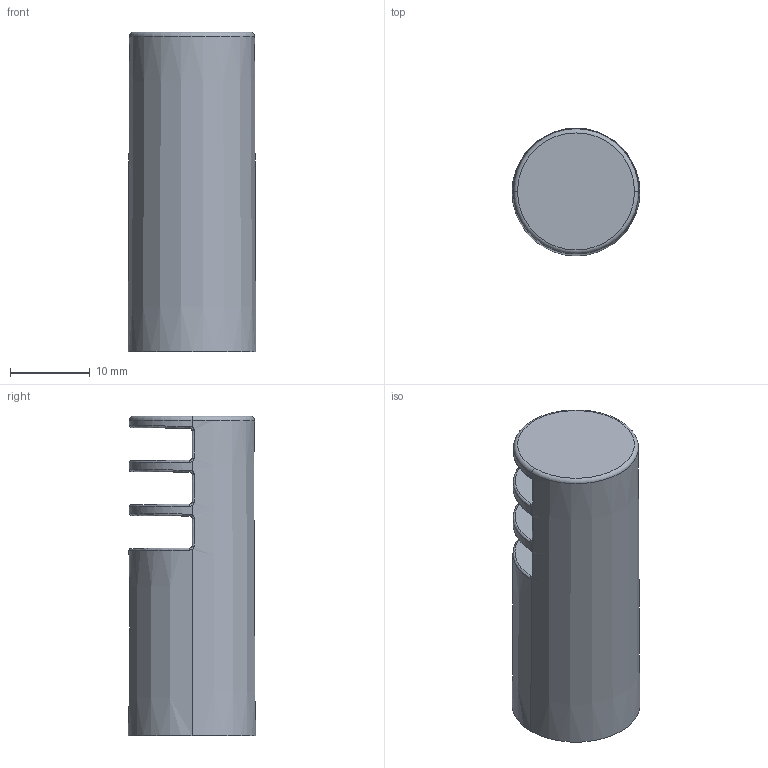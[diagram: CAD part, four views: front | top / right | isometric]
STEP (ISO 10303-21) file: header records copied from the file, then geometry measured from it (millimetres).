
FILE_DESCRIPTION(('Creo Elements/Direct Modeling STEP Export'),'2;1');
FILE_NAME('2107-40.stp','2021-05-26T14:48:55',(''),(''),'Creo Elements/Direct Modeling STEP processor for AP214 (Solid Model)','Creo Elements/Direct Modeling 20.0 12-Nov-2016 (C) Parametric Technology GmbH','');
FILE_SCHEMA(('AUTOMOTIVE_DESIGN { 1 0 10303 214 1 1 1 1 }'));
Length unit declared in the file: millimetre
Products named in the file (1): Haken
Bounding box: 16 x 16 x 40 mm (x, y, z)
Volume: 4370.8 mm3; surface area: 4703.4 mm2
Topology: 1 solids, 1 shells, 112 faces, 264 edges, 155 vertices
Faces by surface type: bspline 60, plane 19, cylinder 16, cone 9, torus 8
Entity records: 9690 total; most frequent: CARTESIAN_POINT 7792, ORIENTED_EDGE 524, EDGE_CURVE 262, DIRECTION 178, VERTEX_POINT 155, B_SPLINE_CURVE_WITH_KNOTS 140, EDGE_LOOP 115, FACE_OUTER_BOUND 112
